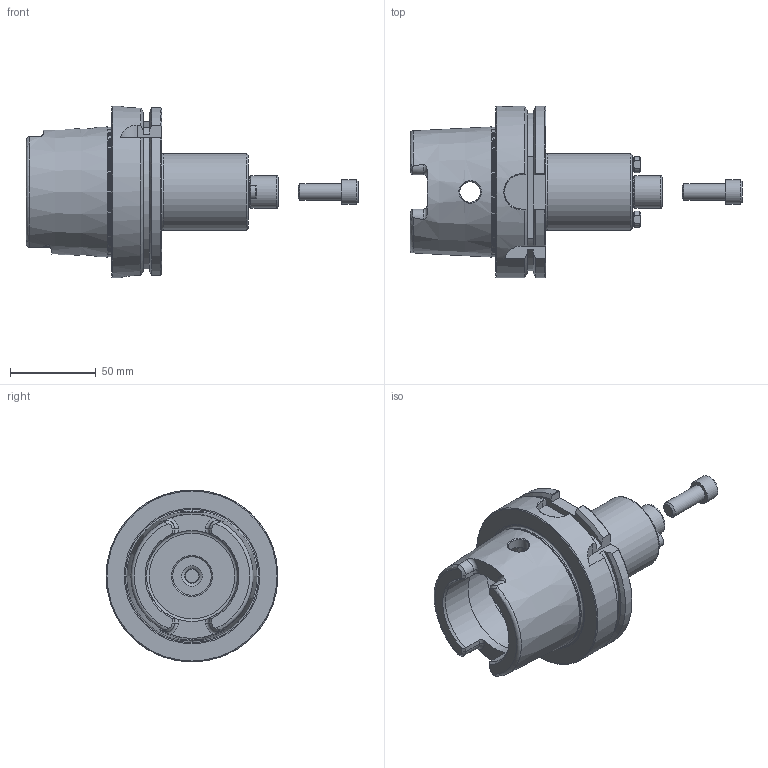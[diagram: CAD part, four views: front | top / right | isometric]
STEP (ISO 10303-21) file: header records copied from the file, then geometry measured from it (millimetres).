
FILE_DESCRIPTION((''),'2;1');
FILE_NAME('H100-75SM3.stp','2014-07-30T09:58:24',('kaykin'),(''),'Autodesk Inventor 2012','Autodesk Inventor 2012','');
FILE_SCHEMA(('AUTOMOTIVE_DESIGN { 1 0 10303 214 1 1 1 1 }'));
Length unit declared in the file: inch
Products named in the file (4): H100-75SM3; 028-192; 75KY
Assembly tree (4 placements, depth 2):
  H100-75SM3
    H100-75SM3
    028-192
    75KY  x2
Bounding box: 193.23 x 100 x 100 mm (x, y, z)
Volume: 334168.2 mm3; surface area: 63355.8 mm2
Topology: 4 solids, 4 shells, 193 faces, 463 edges, 291 vertices
Faces by surface type: plane 69, cylinder 52, cone 45, torus 16, bspline 11
Full cylindrical faces by diameter (mm): 2.146 x2, 7.62 x4, 7.925 x2, 8.077 x2, 8.382 x1, 9.525 x1, 10 x1, 10.922 x1, 12 x3, 14.122 x1, 17.516 x1, 19.04 x1, 22.377 x1, 25.016 x1, 44.45 x1, 53 x2, 63 x1, 75.364 x1, 100 x1
Entity records: 5749 total; most frequent: CARTESIAN_POINT 1859, DIRECTION 741, ORIENTED_EDGE 708, EDGE_CURVE 354, AXIS2_PLACEMENT_3D 313, VERTEX_POINT 251, EDGE_LOOP 249, FACE_OUTER_BOUND 175
